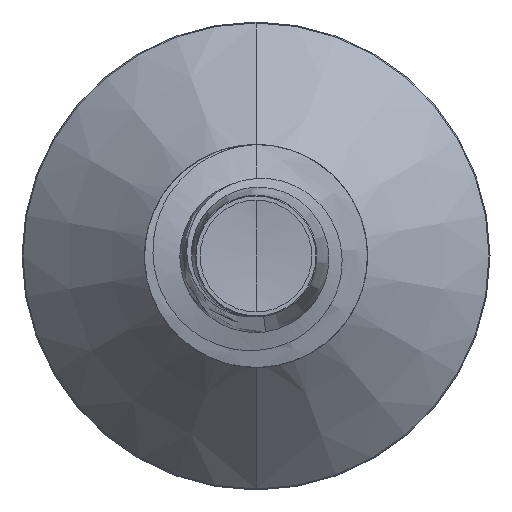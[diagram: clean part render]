
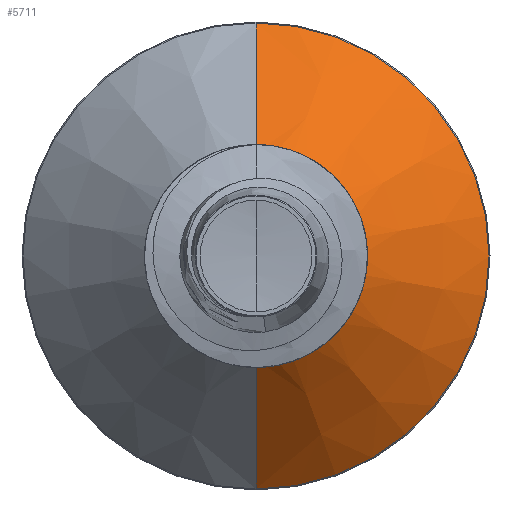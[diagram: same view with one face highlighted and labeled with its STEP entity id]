
A CAD part, front view. The second image highlights one B-rep face of the part: STEP entity #5711.
In plain terms, the highlighted conical face has half-angle 45 degrees and reference radius 1.857 mm.
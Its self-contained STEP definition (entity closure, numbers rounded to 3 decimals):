
#273 = VERTEX_POINT ( 'NONE', #16982 ) ;
#1236 = VECTOR ( 'NONE', #26210, 1000. ) ;
#1508 = EDGE_LOOP ( 'NONE', ( #21370, #26457, #4922, #22018 ) ) ;
#1800 = CARTESIAN_POINT ( 'NONE',  ( 0., 21.782, 4.182 ) ) ;
#1876 = VERTEX_POINT ( 'NONE', #11466 ) ;
#2440 = AXIS2_PLACEMENT_3D ( 'NONE', #18006, #4338, #19716 ) ;
#4338 = DIRECTION ( 'NONE',  ( 0., 1., 0. ) ) ;
#4922 = ORIENTED_EDGE ( 'NONE', *, *, #12349, .F. ) ;
#5339 = CARTESIAN_POINT ( 'NONE',  ( 0., 19.457, 1.857 ) ) ;
#5711 = ADVANCED_FACE ( 'NONE', ( #9881 ), #20148, .T. ) ;
#6176 = DIRECTION ( 'NONE',  ( 0., 1., 0. ) ) ;
#6788 = CIRCLE ( 'NONE', #2440, 1.857 ) ;
#7981 = LINE ( 'NONE', #5339, #1236 ) ;
#8442 = EDGE_CURVE ( 'NONE', #273, #22719, #7981, .T. ) ;
#9159 = CARTESIAN_POINT ( 'NONE',  ( 0., 19.457, -1.857 ) ) ;
#9607 = CARTESIAN_POINT ( 'NONE',  ( 0., 19.457, 0. ) ) ;
#9881 = FACE_OUTER_BOUND ( 'NONE', #1508, .T. ) ;
#10819 = EDGE_CURVE ( 'NONE', #273, #21725, #6788, .T. ) ;
#11466 = CARTESIAN_POINT ( 'NONE',  ( 0., 21.782, -4.182 ) ) ;
#11917 = DIRECTION ( 'NONE',  ( 0., 0., 1. ) ) ;
#12349 = EDGE_CURVE ( 'NONE', #22719, #1876, #21577, .T. ) ;
#16982 = CARTESIAN_POINT ( 'NONE',  ( 0., 19.457, 1.857 ) ) ;
#17932 = DIRECTION ( 'NONE',  ( 0., 0.707, -0.707 ) ) ;
#18006 = CARTESIAN_POINT ( 'NONE',  ( 0., 19.457, 0. ) ) ;
#19037 = EDGE_CURVE ( 'NONE', #21725, #1876, #26629, .T. ) ;
#19257 = CARTESIAN_POINT ( 'NONE',  ( 0., 21.782, 0. ) ) ;
#19716 = DIRECTION ( 'NONE',  ( 0., 0., 1. ) ) ;
#20087 = AXIS2_PLACEMENT_3D ( 'NONE', #9607, #23584, #11917 ) ;
#20148 = CONICAL_SURFACE ( 'NONE', #20087, 1.857, 0.785 ) ;
#21028 = DIRECTION ( 'NONE',  ( 0., 0., 1. ) ) ;
#21370 = ORIENTED_EDGE ( 'NONE', *, *, #10819, .T. ) ;
#21532 = VECTOR ( 'NONE', #17932, 1000. ) ;
#21577 = CIRCLE ( 'NONE', #25238, 4.182 ) ;
#21725 = VERTEX_POINT ( 'NONE', #22327 ) ;
#22018 = ORIENTED_EDGE ( 'NONE', *, *, #8442, .F. ) ;
#22327 = CARTESIAN_POINT ( 'NONE',  ( 0., 19.457, -1.857 ) ) ;
#22719 = VERTEX_POINT ( 'NONE', #1800 ) ;
#23584 = DIRECTION ( 'NONE',  ( 0., 1., 0. ) ) ;
#25238 = AXIS2_PLACEMENT_3D ( 'NONE', #19257, #6176, #21028 ) ;
#26210 = DIRECTION ( 'NONE',  ( 0., 0.707, 0.707 ) ) ;
#26457 = ORIENTED_EDGE ( 'NONE', *, *, #19037, .T. ) ;
#26629 = LINE ( 'NONE', #9159, #21532 ) ;
